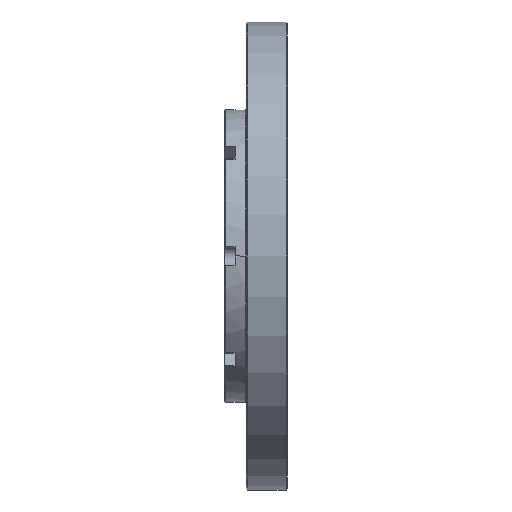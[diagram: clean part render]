
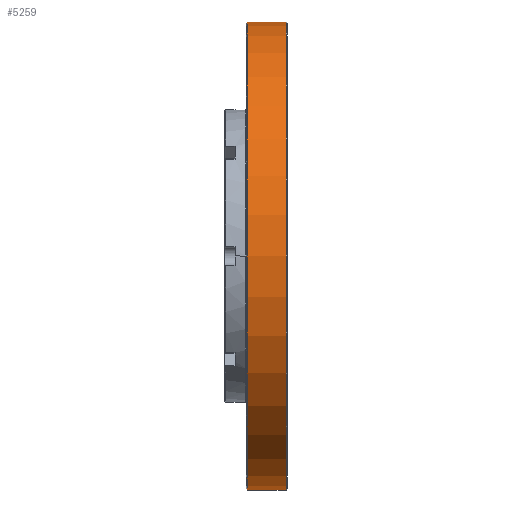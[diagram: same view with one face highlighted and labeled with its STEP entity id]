
A CAD part, left-side view. The second image highlights one B-rep face of the part: STEP entity #5259.
In plain terms, the highlighted cylindrical face has radius 114.3 mm (diameter 228.6 mm), a partial arc.
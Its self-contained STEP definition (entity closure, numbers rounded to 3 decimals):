
#338 = LINE ( 'NONE', #3437, #4604 ) ;
#353 = ORIENTED_EDGE ( 'NONE', *, *, #1154, .T. ) ;
#835 = EDGE_CURVE ( 'NONE', #4605, #3050, #338, .T. ) ;
#923 = DIRECTION ( 'NONE',  ( 0., 1., 0. ) ) ;
#1094 = CARTESIAN_POINT ( 'NONE',  ( 0., -0.5, -114.3 ) ) ;
#1154 = EDGE_CURVE ( 'NONE', #6781, #4605, #6261, .T. ) ;
#1215 = ORIENTED_EDGE ( 'NONE', *, *, #3954, .T. ) ;
#1557 = DIRECTION ( 'NONE',  ( 0., 0., -1. ) ) ;
#1645 = AXIS2_PLACEMENT_3D ( 'NONE', #4543, #923, #1557 ) ;
#1919 = EDGE_CURVE ( 'NONE', #6781, #4272, #3317, .T. ) ;
#1986 = AXIS2_PLACEMENT_3D ( 'NONE', #2848, #3494, #2202 ) ;
#2074 = VECTOR ( 'NONE', #5202, 1000. ) ;
#2202 = DIRECTION ( 'NONE',  ( 0., 0., 1. ) ) ;
#2545 = CARTESIAN_POINT ( 'NONE',  ( 0., -0.5, 0. ) ) ;
#2576 = ORIENTED_EDGE ( 'NONE', *, *, #1919, .F. ) ;
#2848 = CARTESIAN_POINT ( 'NONE',  ( 0., -343.289, 0. ) ) ;
#3050 = VERTEX_POINT ( 'NONE', #6222 ) ;
#3270 = DIRECTION ( 'NONE',  ( 0., 0., -1. ) ) ;
#3317 = LINE ( 'NONE', #6994, #2074 ) ;
#3342 = EDGE_LOOP ( 'NONE', ( #2576, #353, #3895, #1215 ) ) ;
#3380 = CARTESIAN_POINT ( 'NONE',  ( 0., -19.5, 114.3 ) ) ;
#3437 = CARTESIAN_POINT ( 'NONE',  ( 0., -343.289, 114.3 ) ) ;
#3494 = DIRECTION ( 'NONE',  ( 0., 1., 0. ) ) ;
#3895 = ORIENTED_EDGE ( 'NONE', *, *, #835, .T. ) ;
#3954 = EDGE_CURVE ( 'NONE', #3050, #4272, #5785, .T. ) ;
#4272 = VERTEX_POINT ( 'NONE', #1094 ) ;
#4519 = CARTESIAN_POINT ( 'NONE',  ( 0., -19.5, -114.3 ) ) ;
#4543 = CARTESIAN_POINT ( 'NONE',  ( 0., -19.5, 0. ) ) ;
#4604 = VECTOR ( 'NONE', #6473, 1000. ) ;
#4605 = VERTEX_POINT ( 'NONE', #3380 ) ;
#5202 = DIRECTION ( 'NONE',  ( 0., 1., 0. ) ) ;
#5259 = ADVANCED_FACE ( 'NONE', ( #5898 ), #5294, .T. ) ;
#5294 = CYLINDRICAL_SURFACE ( 'NONE', #1986, 114.3 ) ;
#5785 = CIRCLE ( 'NONE', #7186, 114.3 ) ;
#5898 = FACE_OUTER_BOUND ( 'NONE', #3342, .T. ) ;
#6222 = CARTESIAN_POINT ( 'NONE',  ( 0., -0.5, 114.3 ) ) ;
#6235 = DIRECTION ( 'NONE',  ( 0., -1., 0. ) ) ;
#6261 = CIRCLE ( 'NONE', #1645, 114.3 ) ;
#6473 = DIRECTION ( 'NONE',  ( 0., 1., 0. ) ) ;
#6781 = VERTEX_POINT ( 'NONE', #4519 ) ;
#6994 = CARTESIAN_POINT ( 'NONE',  ( 0., -343.289, -114.3 ) ) ;
#7186 = AXIS2_PLACEMENT_3D ( 'NONE', #2545, #6235, #3270 ) ;
